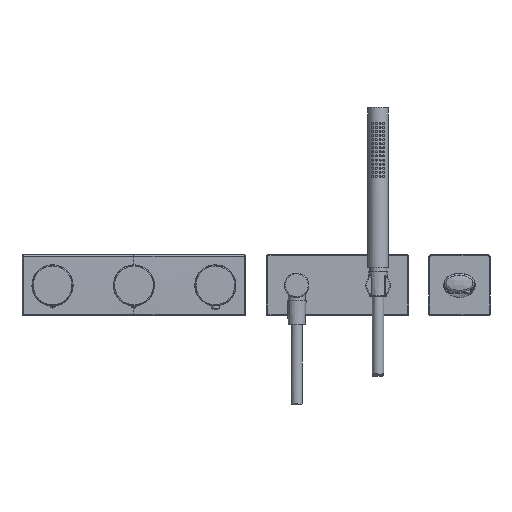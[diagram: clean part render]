
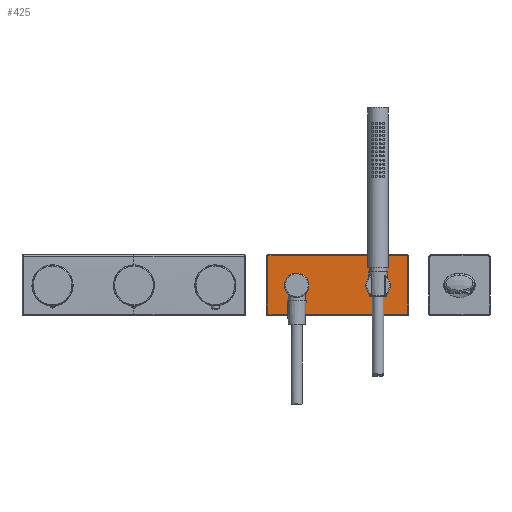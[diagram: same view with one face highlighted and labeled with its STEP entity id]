
A CAD part, top view. The second image highlights one B-rep face of the part: STEP entity #425.
In plain terms, the highlighted planar face has unit normal (0, 0, 1).
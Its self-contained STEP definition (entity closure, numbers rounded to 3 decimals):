
#425 = ADVANCED_FACE ( 'NONE', ( #12628, #12919 ), #3011, .F. ) ;
#610 = CARTESIAN_POINT ( 'NONE',  ( 185.342, 36.308, 12. ) ) ;
#689 = CARTESIAN_POINT ( 'NONE',  ( 13.849, -35.936, 12. ) ) ;
#776 = CARTESIAN_POINT ( 'NONE',  ( 186.342, 0., 12. ) ) ;
#877 = EDGE_CURVE ( 'NONE', #1949, #10613, #8811, .T. ) ;
#1164 = CARTESIAN_POINT ( 'NONE',  ( 14.412, 36.308, 12. ) ) ;
#1236 = CARTESIAN_POINT ( 'NONE',  ( 13.726, -35.308, 12. ) ) ;
#1360 = EDGE_CURVE ( 'NONE', #4745, #1949, #4461, .T. ) ;
#1564 = CARTESIAN_POINT ( 'NONE',  ( 50.034, 0., 12. ) ) ;
#1594 = CARTESIAN_POINT ( 'NONE',  ( 13.726, 0., 12. ) ) ;
#1775 = CARTESIAN_POINT ( 'NONE',  ( 186.218, 35.936, 12. ) ) ;
#1859 = CARTESIAN_POINT ( 'NONE',  ( 14.098, -36.185, 12. ) ) ;
#1949 = VERTEX_POINT ( 'NONE', #8807 ) ;
#2014 = EDGE_CURVE ( 'NONE', #5455, #10192, #9030, .T. ) ;
#2501 = EDGE_CURVE ( 'NONE', #3414, #5455, #8179, .T. ) ;
#2503 = LINE ( 'NONE', #1594, #2707 ) ;
#2542 = AXIS2_PLACEMENT_3D ( 'NONE', #4012, #2854, #2804 ) ;
#2686 = ORIENTED_EDGE ( 'NONE', *, *, #5872, .F. ) ;
#2707 = VECTOR ( 'NONE', #9574, 1000. ) ;
#2714 = ORIENTED_EDGE ( 'NONE', *, *, #12014, .F. ) ;
#2749 = DIRECTION ( 'NONE',  ( -1., 0., 0. ) ) ;
#2804 = DIRECTION ( 'NONE',  ( 0., 1., 0. ) ) ;
#2854 = DIRECTION ( 'NONE',  ( 0., 0., -1. ) ) ;
#2875 = ORIENTED_EDGE ( 'NONE', *, *, #2014, .F. ) ;
#2890 = CARTESIAN_POINT ( 'NONE',  ( 185.342, -36.308, 12. ) ) ;
#2936 = ORIENTED_EDGE ( 'NONE', *, *, #2501, .F. ) ;
#2962 = CARTESIAN_POINT ( 'NONE',  ( 186.342, 35.308, 12. ) ) ;
#3008 = EDGE_CURVE ( 'NONE', #5603, #3414, #6934, .T. ) ;
#3011 = PLANE ( 'NONE',  #2542 ) ;
#3044 = ORIENTED_EDGE ( 'NONE', *, *, #3008, .F. ) ;
#3084 = ORIENTED_EDGE ( 'NONE', *, *, #13551, .F. ) ;
#3251 = ORIENTED_EDGE ( 'NONE', *, *, #13986, .F. ) ;
#3312 = ORIENTED_EDGE ( 'NONE', *, *, #877, .F. ) ;
#3414 = VERTEX_POINT ( 'NONE', #11806 ) ;
#3442 = ORIENTED_EDGE ( 'NONE', *, *, #1360, .F. ) ;
#3481 = CARTESIAN_POINT ( 'NONE',  ( 186.218, -35.936, 12. ) ) ;
#3786 = EDGE_LOOP ( 'NONE', ( #2686 ) ) ;
#3788 = EDGE_LOOP ( 'NONE', ( #2714, #2875, #2936, #3044, #3084, #3251, #3312, #3442 ) ) ;
#4012 = CARTESIAN_POINT ( 'NONE',  ( 50.034, 0., 12. ) ) ;
#4356 = CARTESIAN_POINT ( 'NONE',  ( 186.342, -35.622, 12. ) ) ;
#4461 = LINE ( 'NONE', #10884, #10679 ) ;
#4658 = CARTESIAN_POINT ( 'NONE',  ( 185.656, -36.308, 12. ) ) ;
#4745 = VERTEX_POINT ( 'NONE', #2890 ) ;
#4843 = AXIS2_PLACEMENT_3D ( 'NONE', #1564, #9551, #2749 ) ;
#4934 = CARTESIAN_POINT ( 'NONE',  ( 13.726, -35.308, 12. ) ) ;
#5455 = VERTEX_POINT ( 'NONE', #6266 ) ;
#5603 = VERTEX_POINT ( 'NONE', #11918 ) ;
#5767 = CARTESIAN_POINT ( 'NONE',  ( 186.342, -35.308, 12. ) ) ;
#5872 = EDGE_CURVE ( 'NONE', #6612, #6612, #11843, .T. ) ;
#6266 = CARTESIAN_POINT ( 'NONE',  ( 186.342, 35.308, 12. ) ) ;
#6404 = CARTESIAN_POINT ( 'NONE',  ( 185.97, 36.185, 12. ) ) ;
#6612 = VERTEX_POINT ( 'NONE', #9470 ) ;
#6910 = CARTESIAN_POINT ( 'NONE',  ( 50.034, 36.308, 12. ) ) ;
#6934 = LINE ( 'NONE', #6910, #7144 ) ;
#6967 = CARTESIAN_POINT ( 'NONE',  ( 13.726, 35.622, 12. ) ) ;
#7144 = VECTOR ( 'NONE', #14275, 1000. ) ;
#7656 = CARTESIAN_POINT ( 'NONE',  ( 14.412, -36.308, 12. ) ) ;
#7739 = DIRECTION ( 'NONE',  ( 0., -1., 0. ) ) ;
#8030 = CARTESIAN_POINT ( 'NONE',  ( 186.342, -35.308, 12. ) ) ;
#8114 = CARTESIAN_POINT ( 'NONE',  ( 14.097, 36.185, 12. ) ) ;
#8148 = CARTESIAN_POINT ( 'NONE',  ( 13.726, 35.308, 12. ) ) ;
#8179 = B_SPLINE_CURVE_WITH_KNOTS ( 'NONE', 5,
 ( #610, #13836, #6404, #1775, #9736, #2962 ),
 .UNSPECIFIED., .F., .F.,
 ( 6, 6 ),
 ( 0., 1. ),
 .UNSPECIFIED. ) ;
#8764 = CARTESIAN_POINT ( 'NONE',  ( 14.726, -36.308, 12. ) ) ;
#8807 = CARTESIAN_POINT ( 'NONE',  ( 14.726, -36.308, 12. ) ) ;
#8811 = B_SPLINE_CURVE_WITH_KNOTS ( 'NONE', 5,
 ( #8764, #7656, #1859, #689, #11429, #4934 ),
 .UNSPECIFIED., .F., .F.,
 ( 6, 6 ),
 ( 0., 1. ),
 .UNSPECIFIED. ) ;
#8904 = VECTOR ( 'NONE', #7739, 1000. ) ;
#9030 = LINE ( 'NONE', #776, #8904 ) ;
#9195 = CARTESIAN_POINT ( 'NONE',  ( 14.726, 36.308, 12. ) ) ;
#9470 = CARTESIAN_POINT ( 'NONE',  ( 37.034, 0., 12. ) ) ;
#9551 = DIRECTION ( 'NONE',  ( 0., 0., 1. ) ) ;
#9574 = DIRECTION ( 'NONE',  ( 0., 1., 0. ) ) ;
#9736 = CARTESIAN_POINT ( 'NONE',  ( 186.342, 35.622, 12. ) ) ;
#10056 = DIRECTION ( 'NONE',  ( -1., 0., 0. ) ) ;
#10062 = CARTESIAN_POINT ( 'NONE',  ( 13.726, 35.308, 12. ) ) ;
#10192 = VERTEX_POINT ( 'NONE', #8030 ) ;
#10613 = VERTEX_POINT ( 'NONE', #1236 ) ;
#10679 = VECTOR ( 'NONE', #10056, 1000. ) ;
#10884 = CARTESIAN_POINT ( 'NONE',  ( 50.034, -36.308, 12. ) ) ;
#10947 = VERTEX_POINT ( 'NONE', #8148 ) ;
#11232 = CARTESIAN_POINT ( 'NONE',  ( 185.97, -36.185, 12. ) ) ;
#11429 = CARTESIAN_POINT ( 'NONE',  ( 13.726, -35.622, 12. ) ) ;
#11806 = CARTESIAN_POINT ( 'NONE',  ( 185.342, 36.308, 12. ) ) ;
#11843 = CIRCLE ( 'NONE', #4843, 13. ) ;
#11881 = B_SPLINE_CURVE_WITH_KNOTS ( 'NONE', 5,
 ( #10062, #6967, #14335, #8114, #1164, #9195 ),
 .UNSPECIFIED., .F., .F.,
 ( 6, 6 ),
 ( 0., 1. ),
 .UNSPECIFIED. ) ;
#11918 = CARTESIAN_POINT ( 'NONE',  ( 14.726, 36.308, 12. ) ) ;
#12014 = EDGE_CURVE ( 'NONE', #10192, #4745, #13618, .T. ) ;
#12266 = CARTESIAN_POINT ( 'NONE',  ( 185.342, -36.308, 12. ) ) ;
#12628 = FACE_BOUND ( 'NONE', #3786, .T. ) ;
#12919 = FACE_OUTER_BOUND ( 'NONE', #3788, .T. ) ;
#13551 = EDGE_CURVE ( 'NONE', #10947, #5603, #11881, .T. ) ;
#13618 = B_SPLINE_CURVE_WITH_KNOTS ( 'NONE', 5,
 ( #5767, #4356, #3481, #11232, #4658, #12266 ),
 .UNSPECIFIED., .F., .F.,
 ( 6, 6 ),
 ( 0., 1. ),
 .UNSPECIFIED. ) ;
#13836 = CARTESIAN_POINT ( 'NONE',  ( 185.656, 36.308, 12. ) ) ;
#13986 = EDGE_CURVE ( 'NONE', #10613, #10947, #2503, .T. ) ;
#14275 = DIRECTION ( 'NONE',  ( 1., 0., 0. ) ) ;
#14335 = CARTESIAN_POINT ( 'NONE',  ( 13.849, 35.936, 12. ) ) ;
